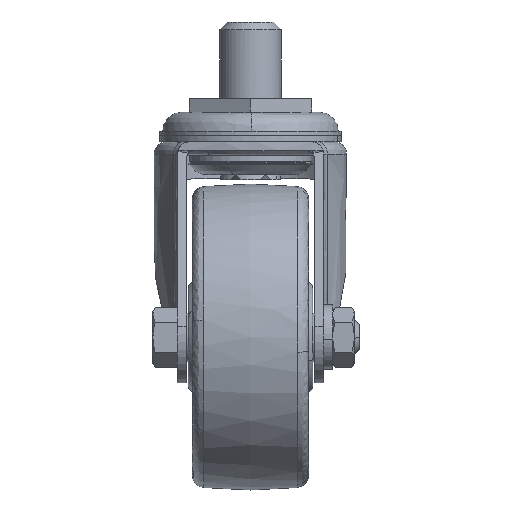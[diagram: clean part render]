
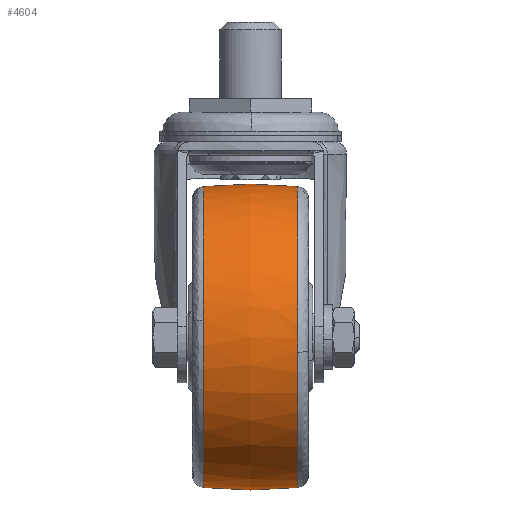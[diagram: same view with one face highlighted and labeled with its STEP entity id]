
A CAD part, left-side view. The second image highlights one B-rep face of the part: STEP entity #4604.
In plain terms, the highlighted free-form (B-spline) face has degree [2, 2] with [5, 7] control points.
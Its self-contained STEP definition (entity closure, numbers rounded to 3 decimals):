
#4298=CARTESIAN_POINT('',(-37.0,15.411,-24.294));
#4299=VERTEX_POINT('',#4298);
#4330=CARTESIAN_POINT('',(-85.892,15.411,-67.947));
#4331=VERTEX_POINT('',#4330);
#4345=CARTESIAN_POINT('',(-37.0,15.411,-24.294));
#4346=CARTESIAN_POINT('',(-80.934,15.411,-24.294));
#4347=CARTESIAN_POINT('',(-85.892,15.411,-67.947));
#4355=(BOUNDED_CURVE()B_SPLINE_CURVE(2,(#4345,#4346,#4347),.UNSPECIFIED.,.F.,.U.)B_SPLINE_CURVE_WITH_KNOTS((3,3),(0.5,0.73),.UNSPECIFIED.)CURVE()GEOMETRIC_REPRESENTATION_ITEM()RATIONAL_B_SPLINE_CURVE((1.0,0.73,0.958))REPRESENTATION_ITEM(''));
#4356=EDGE_CURVE('',#4299,#4331,#4355,.T.);
#4390=CARTESIAN_POINT('',(-37.0,15.411,-122.706));
#4391=VERTEX_POINT('',#4390);
#4405=CARTESIAN_POINT('',(-85.892,15.411,-67.947));
#4406=CARTESIAN_POINT('',(-86.206,15.411,-70.714));
#4407=CARTESIAN_POINT('',(-86.206,15.411,-73.5));
#4408=CARTESIAN_POINT('',(-86.206,15.411,-122.706));
#4409=CARTESIAN_POINT('',(-37.0,15.411,-122.706));
#4417=(BOUNDED_CURVE()B_SPLINE_CURVE(2,(#4405,#4406,#4407,#4408,#4409),.UNSPECIFIED.,.F.,.U.)B_SPLINE_CURVE_WITH_KNOTS((3,2,3),(0.73,0.75,1.0),.UNSPECIFIED.)CURVE()GEOMETRIC_REPRESENTATION_ITEM()RATIONAL_B_SPLINE_CURVE((0.958,0.977,1.0,0.707,1.0))REPRESENTATION_ITEM(''));
#4418=EDGE_CURVE('',#4331,#4391,#4417,.T.);
#4470=CARTESIAN_POINT('',(-37.0,-15.411,-122.706));
#4471=VERTEX_POINT('',#4470);
#4472=CARTESIAN_POINT('',(-37.0,-15.411,-122.706));
#4473=CARTESIAN_POINT('',(-37.,-11.092,-123.152));
#4474=CARTESIAN_POINT('',(-37.,-0.808,-123.765));
#4475=CARTESIAN_POINT('',(-37.,9.492,-123.318));
#4476=CARTESIAN_POINT('',(-37.0,15.411,-122.706));
#4477=B_SPLINE_CURVE_WITH_KNOTS('',3,(#4472,#4473,#4474,#4475,#4476),.UNSPECIFIED.,.F.,.U.,(4,1,4),(0.,13.026,30.876),.UNSPECIFIED.);
#4478=EDGE_CURVE('',#4471,#4391,#4477,.T.);
#4482=CARTESIAN_POINT('',(-37.0,-15.411,-24.294));
#4483=VERTEX_POINT('',#4482);
#4484=CARTESIAN_POINT('',(-37.0,-15.411,-24.294));
#4485=CARTESIAN_POINT('',(-37.,-10.452,-23.781));
#4486=CARTESIAN_POINT('',(-37.,-0.162,-23.235));
#4487=CARTESIAN_POINT('',(-37.,10.132,-23.748));
#4488=CARTESIAN_POINT('',(-37.0,15.411,-24.294));
#4489=B_SPLINE_CURVE_WITH_KNOTS('',3,(#4484,#4485,#4486,#4487,#4488),.UNSPECIFIED.,.F.,.U.,(4,1,4),(0.,14.956,30.876),.UNSPECIFIED.);
#4490=EDGE_CURVE('',#4483,#4299,#4489,.T.);
#4525=CARTESIAN_POINT('',(-35.629,-16.96,-24.462));
#4526=CARTESIAN_POINT('',(-35.602,-8.507,-23.5));
#4527=CARTESIAN_POINT('',(-35.602,0.,-23.5));
#4528=CARTESIAN_POINT('',(-35.602,8.507,-23.5));
#4529=CARTESIAN_POINT('',(-35.629,16.96,-24.462));
#4530=CARTESIAN_POINT('',(-36.311,-16.96,-24.462));
#4531=CARTESIAN_POINT('',(-36.297,-8.507,-23.5));
#4532=CARTESIAN_POINT('',(-36.297,0.,-23.5));
#4533=CARTESIAN_POINT('',(-36.297,8.507,-23.5));
#4534=CARTESIAN_POINT('',(-36.311,16.96,-24.462));
#4535=CARTESIAN_POINT('',(-86.038,-16.96,-24.462));
#4536=CARTESIAN_POINT('',(-87.,-8.507,-23.5));
#4537=CARTESIAN_POINT('',(-87.,0.,-23.5));
#4538=CARTESIAN_POINT('',(-87.,8.507,-23.5));
#4539=CARTESIAN_POINT('',(-86.038,16.96,-24.462));
#4540=CARTESIAN_POINT('',(-86.038,-16.96,-73.5));
#4541=CARTESIAN_POINT('',(-87.0,-8.507,-73.5));
#4542=CARTESIAN_POINT('',(-87.0,0.,-73.5));
#4543=CARTESIAN_POINT('',(-87.0,8.507,-73.5));
#4544=CARTESIAN_POINT('',(-86.038,16.96,-73.5));
#4545=CARTESIAN_POINT('',(-86.038,-16.96,-122.538));
#4546=CARTESIAN_POINT('',(-87.,-8.507,-123.5));
#4547=CARTESIAN_POINT('',(-87.,0.,-123.5));
#4548=CARTESIAN_POINT('',(-87.,8.507,-123.5));
#4549=CARTESIAN_POINT('',(-86.038,16.96,-122.538));
#4550=CARTESIAN_POINT('',(-36.311,-16.96,-122.538));
#4551=CARTESIAN_POINT('',(-36.297,-8.507,-123.5));
#4552=CARTESIAN_POINT('',(-36.297,0.,-123.5));
#4553=CARTESIAN_POINT('',(-36.297,8.507,-123.5));
#4554=CARTESIAN_POINT('',(-36.311,16.96,-122.538));
#4555=CARTESIAN_POINT('',(-35.629,-16.96,-122.538));
#4556=CARTESIAN_POINT('',(-35.602,-8.507,-123.5));
#4557=CARTESIAN_POINT('',(-35.602,0.,-123.5));
#4558=CARTESIAN_POINT('',(-35.602,8.507,-123.5));
#4559=CARTESIAN_POINT('',(-35.629,16.96,-122.538));
#4567=(BOUNDED_SURFACE()B_SPLINE_SURFACE(2,2,((#4525,#4530,#4535,#4540,#4545,#4550,#4555),(#4526,#4531,#4536,#4541,#4546,#4551,#4556),(#4527,#4532,#4537,#4542,#4547,#4552,#4557),(#4528,#4533,#4538,#4543,#4548,#4553,#4558),(#4529,#4534,#4539,#4544,#4549,#4554,#4559)),.UNSPECIFIED.,.F.,.F.,.U.)B_SPLINE_SURFACE_WITH_KNOTS((3,2,3),(3,1,2,1,3),(0.0,17.165,34.33),(0.0,1.657,84.5,167.342,168.999),.UNSPECIFIED.)GEOMETRIC_REPRESENTATION_ITEM()RATIONAL_B_SPLINE_SURFACE(((0.991,0.985,0.693,0.979,0.693,0.985,0.991),(1.,0.994,0.699,0.988,0.699,0.994,1.),(1.012,1.006,0.707,1.0,0.707,1.006,1.012),(1.,0.994,0.699,0.988,0.699,0.994,1.),(0.991,0.985,0.693,0.979,0.693,0.985,0.991)))REPRESENTATION_ITEM('')SURFACE());
#4568=ORIENTED_EDGE('',*,*,#4478,.F.);
#4569=CARTESIAN_POINT('',(-85.958,-15.411,-78.438));
#4570=VERTEX_POINT('',#4569);
#4571=CARTESIAN_POINT('',(-85.958,-15.411,-78.438));
#4572=CARTESIAN_POINT('',(-81.492,-15.411,-122.706));
#4573=CARTESIAN_POINT('',(-37.0,-15.411,-122.706));
#4581=(BOUNDED_CURVE()B_SPLINE_CURVE(2,(#4571,#4572,#4573),.UNSPECIFIED.,.F.,.U.)B_SPLINE_CURVE_WITH_KNOTS((3,3),(0.767,1.0),.UNSPECIFIED.)CURVE()GEOMETRIC_REPRESENTATION_ITEM()RATIONAL_B_SPLINE_CURVE((0.962,0.728,1.0))REPRESENTATION_ITEM(''));
#4582=EDGE_CURVE('',#4570,#4471,#4581,.T.);
#4583=ORIENTED_EDGE('',*,*,#4582,.F.);
#4584=CARTESIAN_POINT('',(-37.0,-15.411,-24.294));
#4585=CARTESIAN_POINT('',(-86.206,-15.411,-24.294));
#4586=CARTESIAN_POINT('',(-86.206,-15.411,-73.5));
#4587=CARTESIAN_POINT('',(-86.206,-15.411,-75.975));
#4588=CARTESIAN_POINT('',(-85.958,-15.411,-78.438));
#4596=(BOUNDED_CURVE()B_SPLINE_CURVE(2,(#4584,#4585,#4586,#4587,#4588),.UNSPECIFIED.,.F.,.U.)B_SPLINE_CURVE_WITH_KNOTS((3,2,3),(0.5,0.75,0.767),.UNSPECIFIED.)CURVE()GEOMETRIC_REPRESENTATION_ITEM()RATIONAL_B_SPLINE_CURVE((1.0,0.707,1.0,0.98,0.962))REPRESENTATION_ITEM(''));
#4597=EDGE_CURVE('',#4483,#4570,#4596,.T.);
#4598=ORIENTED_EDGE('',*,*,#4597,.F.);
#4599=ORIENTED_EDGE('',*,*,#4490,.T.);
#4600=ORIENTED_EDGE('',*,*,#4356,.T.);
#4601=ORIENTED_EDGE('',*,*,#4418,.T.);
#4602=EDGE_LOOP('',(#4568,#4583,#4598,#4599,#4600,#4601));
#4603=FACE_OUTER_BOUND('',#4602,.T.);
#4604=ADVANCED_FACE('',(#4603),#4567,.T.);
